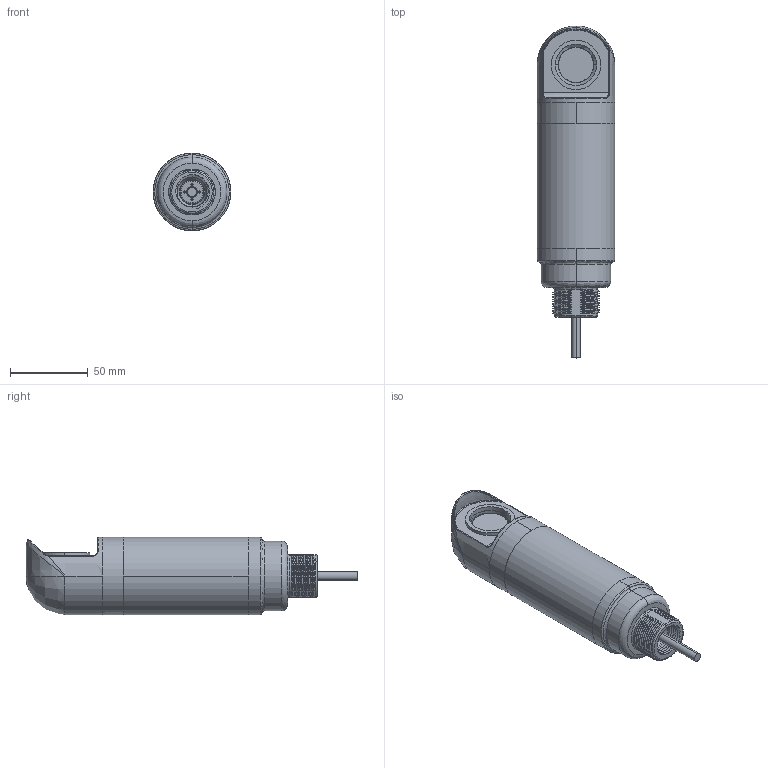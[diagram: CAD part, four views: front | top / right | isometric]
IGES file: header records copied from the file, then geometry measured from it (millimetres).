
Start section:  PTC IGES file: 154246.igs
Global section: file name: 154246.igs; native system: Pro/ENGINEER by Parametric Technology Corporation; preprocessor: 2009141; author: banengservice; organization: Unknown; date: 20100920.115842; units: inch
Bounding box: 50 x 213.5 x 50 mm (x, y, z)
Volume: 52136 mm3; surface area: 73716.7 mm2
Topology: 4 solids, 5 shells, 832 faces, 2226 edges, 1434 vertices
Faces by surface type: bspline 507, revolution 325
